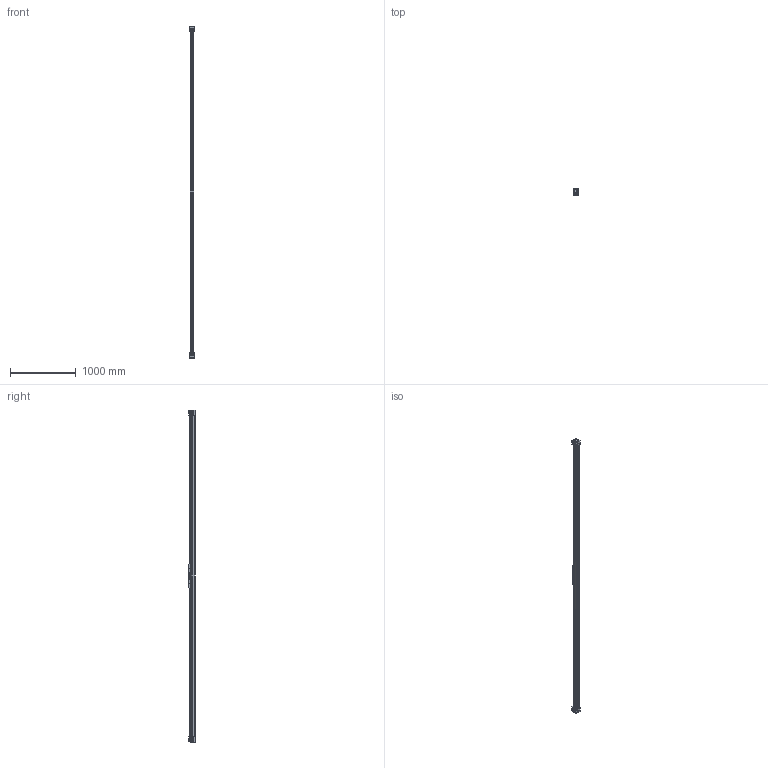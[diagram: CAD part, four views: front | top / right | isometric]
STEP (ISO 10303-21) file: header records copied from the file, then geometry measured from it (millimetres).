
FILE_DESCRIPTION (( 'STEP AP214' ), '1' );
FILE_NAME ('BLM60-4500-5036_Bondy.STEP', '2023-03-14T14:02:05', ( '' ), ( '' ), 'SwSTEP 2.0', 'SolidWorks 2023', '' );
FILE_SCHEMA (( 'AUTOMOTIVE_DESIGN' ));
Length unit declared in the file: millimetre
Products named in the file (1): BLM60-4500-5036_Bondy
Bounding box: 80 x 104 x 5036 mm (x, y, z)
Volume: 17247839.3 mm3; surface area: 3432751.1 mm2
Topology: 118 solids, 118 shells, 8431 faces, 23996 edges, 15788 vertices
Faces by surface type: plane 4905, cylinder 3158, torus 176, sphere 116, cone 52, bspline 24
Entity records: 371253 total; most frequent: CARTESIAN_POINT 52746, ORIENTED_EDGE 47288, DIRECTION 47134, EDGE_CURVE 23644, LINE 16638, VECTOR 16638, VERTEX_POINT 15676, AXIS2_PLACEMENT_3D 15248
